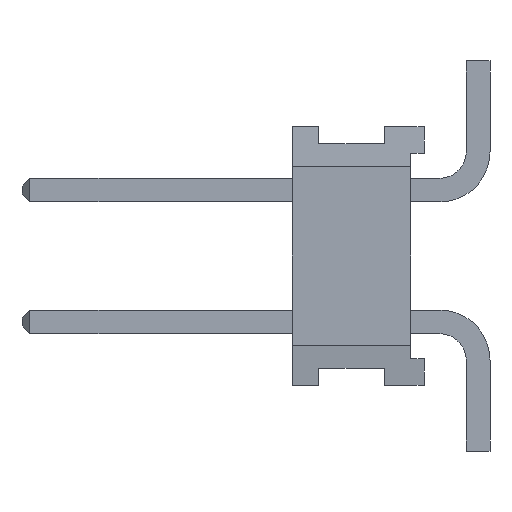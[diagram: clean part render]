
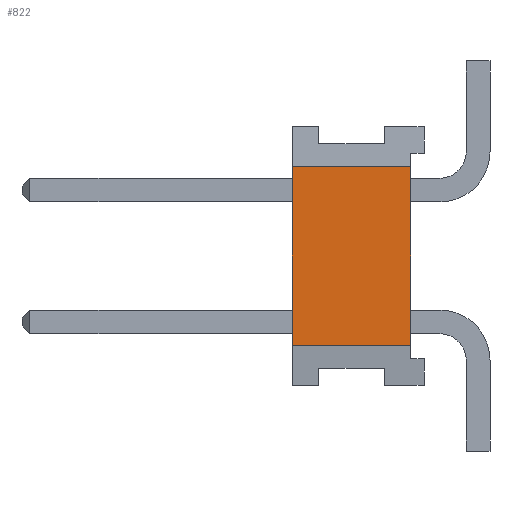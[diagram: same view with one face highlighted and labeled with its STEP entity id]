
A CAD part, left-side view. The second image highlights one B-rep face of the part: STEP entity #822.
In plain terms, the highlighted planar face has unit normal (-1, 0, 0).
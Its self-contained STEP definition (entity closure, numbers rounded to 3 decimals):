
#822=ADVANCED_FACE('',(#1705),#1706,.F.);
#1705=FACE_OUTER_BOUND('',#2646,.T.);
#1706=PLANE('',#2647);
#2646=EDGE_LOOP('',(#5043,#5044,#5045,#5046));
#2647=AXIS2_PLACEMENT_3D('',#5047,#5048,#5049);
#5043=ORIENTED_EDGE('',*,*,#6542,.T.);
#5044=ORIENTED_EDGE('',*,*,#6544,.T.);
#5045=ORIENTED_EDGE('',*,*,#6545,.T.);
#5046=ORIENTED_EDGE('',*,*,#6383,.T.);
#5047=CARTESIAN_POINT('',(0.,1.305,0.));
#5048=DIRECTION('',(1.0,0.0,0.));
#5049=DIRECTION('',(0.,0.0,-1.0));
#6383=EDGE_CURVE('',#7844,#7842,#7845,.T.);
#6542=EDGE_CURVE('',#7842,#8080,#8082,.T.);
#6544=EDGE_CURVE('',#8080,#8084,#8085,.T.);
#6545=EDGE_CURVE('',#8084,#7844,#8086,.T.);
#7842=VERTEX_POINT('',#9968);
#7844=VERTEX_POINT('',#9971);
#7845=LINE('',#9972,#9973);
#8080=VERTEX_POINT('',#10325);
#8082=LINE('',#10328,#10329);
#8084=VERTEX_POINT('',#10331);
#8085=LINE('',#10332,#10333);
#8086=LINE('',#10334,#10335);
#9968=CARTESIAN_POINT('',(0.,2.54,-1.716));
#9971=CARTESIAN_POINT('',(0.,2.54,1.716));
#9972=CARTESIAN_POINT('',(0.,2.54,2.489));
#9973=VECTOR('',#11361,1.0);
#10325=CARTESIAN_POINT('',(0.,0.254,-1.716));
#10328=CARTESIAN_POINT('',(0.,2.053,-1.716));
#10329=VECTOR('',#11480,1.0);
#10331=CARTESIAN_POINT('',(0.,0.254,1.716));
#10332=CARTESIAN_POINT('',(0.,0.254,-1.981));
#10333=VECTOR('',#11481,1.0);
#10334=CARTESIAN_POINT('',(0.,2.053,1.716));
#10335=VECTOR('',#11482,1.0);
#11361=DIRECTION('',(0.,0.0,-1.0));
#11480=DIRECTION('',(0.,-1.0,0.));
#11481=DIRECTION('',(0.,0.0,1.0));
#11482=DIRECTION('',(0.,1.0,0.));
